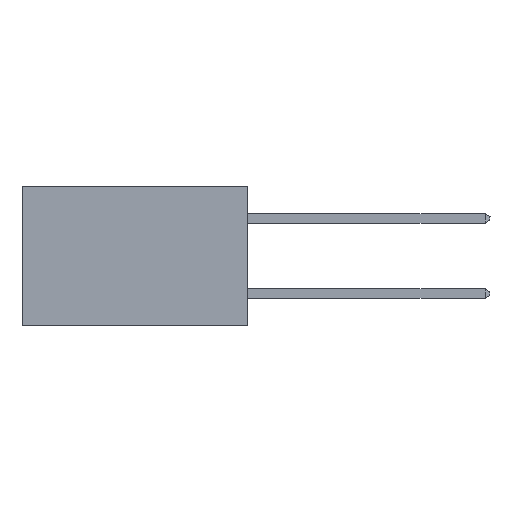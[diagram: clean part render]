
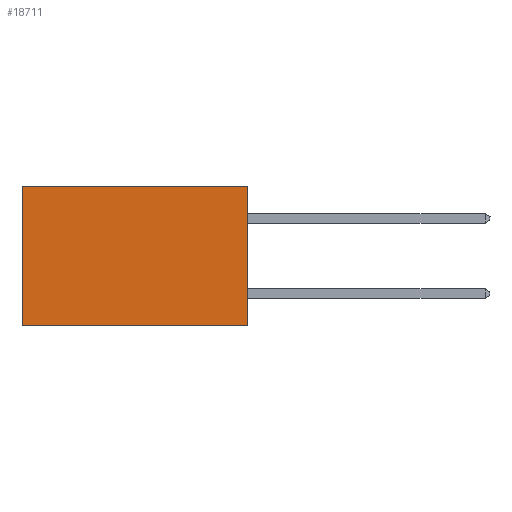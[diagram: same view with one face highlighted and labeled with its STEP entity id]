
A CAD part, left-side view. The second image highlights one B-rep face of the part: STEP entity #18711.
In plain terms, the highlighted planar face has unit normal (-1, 0, 0).
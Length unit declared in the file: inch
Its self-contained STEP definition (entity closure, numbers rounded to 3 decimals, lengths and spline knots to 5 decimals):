
#1854 = VECTOR ( 'NONE', #12233, 39.37008 ) ;
#1990 = CARTESIAN_POINT ( 'NONE',  ( 0.2615, 0., -0.37 ) ) ;
#2840 = VECTOR ( 'NONE', #12401, 39.37008 ) ;
#3448 = CARTESIAN_POINT ( 'NONE',  ( 0.2615, 0., 0. ) ) ;
#4407 = DIRECTION ( 'NONE',  ( 0., 1., 0. ) ) ;
#4469 = EDGE_CURVE ( 'NONE', #16622, #10144, #17607, .T. ) ;
#4558 = CARTESIAN_POINT ( 'NONE',  ( 0.2615, 0., 0. ) ) ;
#4968 = ORIENTED_EDGE ( 'NONE', *, *, #4469, .T. ) ;
#5386 = CARTESIAN_POINT ( 'NONE',  ( 0.2615, 0., -0.37 ) ) ;
#5640 = CARTESIAN_POINT ( 'NONE',  ( 0.2615, 0.6, 0. ) ) ;
#6372 = CARTESIAN_POINT ( 'NONE',  ( 0.2615, 0.6, -0.37 ) ) ;
#6538 = LINE ( 'NONE', #13886, #1854 ) ;
#7331 = EDGE_CURVE ( 'NONE', #16622, #19448, #6538, .T. ) ;
#8071 = FACE_OUTER_BOUND ( 'NONE', #16791, .T. ) ;
#8337 = VECTOR ( 'NONE', #21181, 39.37008 ) ;
#8885 = DIRECTION ( 'NONE',  ( 1., 0., 0. ) ) ;
#10144 = VERTEX_POINT ( 'NONE', #5640 ) ;
#11434 = CARTESIAN_POINT ( 'NONE',  ( 0.2615, 0., -0.37 ) ) ;
#11560 = LINE ( 'NONE', #1990, #2840 ) ;
#12233 = DIRECTION ( 'NONE',  ( 0., 0., -1. ) ) ;
#12401 = DIRECTION ( 'NONE',  ( 0., 1., 0. ) ) ;
#12757 = ORIENTED_EDGE ( 'NONE', *, *, #18749, .F. ) ;
#13598 = EDGE_CURVE ( 'NONE', #10144, #13806, #21764, .T. ) ;
#13806 = VERTEX_POINT ( 'NONE', #6372 ) ;
#13886 = CARTESIAN_POINT ( 'NONE',  ( 0.2615, 0., -0.37 ) ) ;
#15663 = PLANE ( 'NONE',  #20225 ) ;
#16622 = VERTEX_POINT ( 'NONE', #3448 ) ;
#16755 = ORIENTED_EDGE ( 'NONE', *, *, #13598, .T. ) ;
#16791 = EDGE_LOOP ( 'NONE', ( #16755, #12757, #17706, #4968 ) ) ;
#17607 = LINE ( 'NONE', #4558, #21448 ) ;
#17706 = ORIENTED_EDGE ( 'NONE', *, *, #7331, .F. ) ;
#18711 = ADVANCED_FACE ( 'NONE', ( #8071 ), #15663, .F. ) ;
#18749 = EDGE_CURVE ( 'NONE', #19448, #13806, #11560, .T. ) ;
#19448 = VERTEX_POINT ( 'NONE', #11434 ) ;
#19462 = CARTESIAN_POINT ( 'NONE',  ( 0.2615, 0.6, -0.37 ) ) ;
#20225 = AXIS2_PLACEMENT_3D ( 'NONE', #5386, #8885, #20697 ) ;
#20697 = DIRECTION ( 'NONE',  ( 0., 0., -1. ) ) ;
#21181 = DIRECTION ( 'NONE',  ( 0., 0., -1. ) ) ;
#21448 = VECTOR ( 'NONE', #4407, 39.37008 ) ;
#21764 = LINE ( 'NONE', #19462, #8337 ) ;
